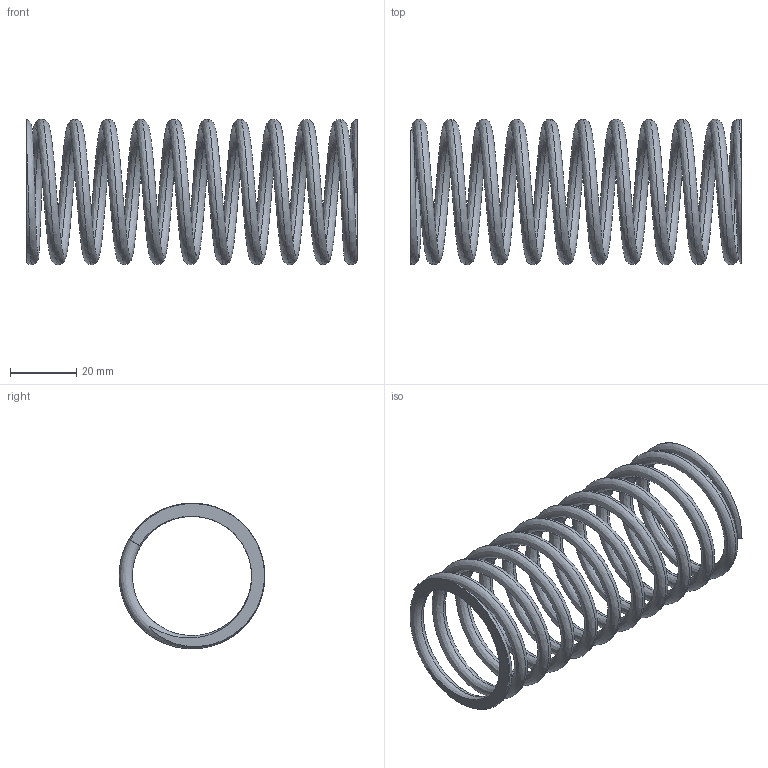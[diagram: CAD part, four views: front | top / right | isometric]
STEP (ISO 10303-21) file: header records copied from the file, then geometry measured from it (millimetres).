
FILE_DESCRIPTION(('THIS FILE CONTAINS SOME STEP INSTANCES'),'1');
FILE_NAME('spring show.stp','2013-05-25T13:03:00',('UNDEFINED'),('UNDEFINED'),'T-FLEX CAD STEP converter','T-FLEX CAD','');
FILE_SCHEMA(('CONFIG_CONTROL_DESIGN'));
Length unit declared in the file: metre
Products named in the file (2): spring show; Geometria_2
Assembly tree (1 placements, depth 2):
  spring show
    Geometria_2
Bounding box: 100 x 43.99 x 43.99 mm (x, y, z)
Volume: 16645 mm3; surface area: 17344 mm2
Topology: 1 solids, 1 shells, 6 faces, 12 edges, 8 vertices
Faces by surface type: plane 4, bspline 2
Entity records: 10392 total; most frequent: CARTESIAN_POINT 10247, ORIENTED_EDGE 24, DIRECTION 18, EDGE_CURVE 12, B_SPLINE_CURVE_WITH_KNOTS 10, AXIS2_PLACEMENT_3D 8, VERTEX_POINT 8, ADVANCED_FACE 6
